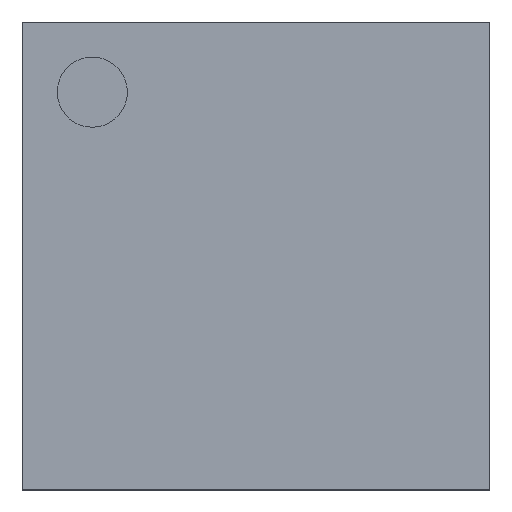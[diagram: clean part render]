
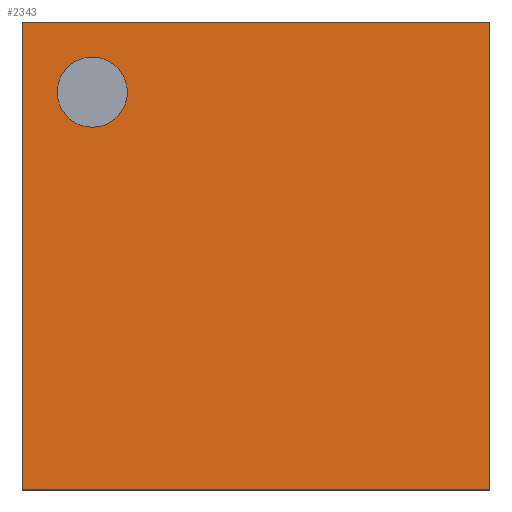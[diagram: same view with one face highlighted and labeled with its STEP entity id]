
A CAD part, top view. The second image highlights one B-rep face of the part: STEP entity #2343.
In plain terms, the highlighted planar face has unit normal (0, 0, 1).
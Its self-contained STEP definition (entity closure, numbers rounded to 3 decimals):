
#57 = DIRECTION ( 'NONE',  ( 1., 0., 0. ) ) ;
#144 = DIRECTION ( 'NONE',  ( 1., 0., 0. ) ) ;
#443 = VERTEX_POINT ( 'NONE', #3764 ) ;
#453 = DIRECTION ( 'NONE',  ( 0., 0., 1. ) ) ;
#457 = CARTESIAN_POINT ( 'NONE',  ( 1., 1., 0.8 ) ) ;
#500 = VERTEX_POINT ( 'NONE', #3235 ) ;
#517 = CARTESIAN_POINT ( 'NONE',  ( -0.55, 0.7, 0.8 ) ) ;
#632 = VECTOR ( 'NONE', #2206, 1000. ) ;
#668 = CARTESIAN_POINT ( 'NONE',  ( 0., 0., 0.8 ) ) ;
#703 = VERTEX_POINT ( 'NONE', #517 ) ;
#771 = DIRECTION ( 'NONE',  ( 0., -1., 0. ) ) ;
#1029 = EDGE_LOOP ( 'NONE', ( #1670, #2494 ) ) ;
#1083 = ORIENTED_EDGE ( 'NONE', *, *, #3419, .F. ) ;
#1212 = CARTESIAN_POINT ( 'NONE',  ( -1., 1., 0.8 ) ) ;
#1254 = EDGE_CURVE ( 'NONE', #1545, #703, #3082, .T. ) ;
#1260 = DIRECTION ( 'NONE',  ( 0., 0., -1. ) ) ;
#1286 = DIRECTION ( 'NONE',  ( 0., 1., 0. ) ) ;
#1324 = CARTESIAN_POINT ( 'NONE',  ( 1., -1., 0.8 ) ) ;
#1360 = VERTEX_POINT ( 'NONE', #1594 ) ;
#1447 = CARTESIAN_POINT ( 'NONE',  ( -0.85, 0.7, 0.8 ) ) ;
#1525 = VECTOR ( 'NONE', #1286, 1000. ) ;
#1545 = VERTEX_POINT ( 'NONE', #1447 ) ;
#1571 = PLANE ( 'NONE',  #3811 ) ;
#1594 = CARTESIAN_POINT ( 'NONE',  ( -1., -1., 0.8 ) ) ;
#1617 = LINE ( 'NONE', #1212, #2114 ) ;
#1650 = EDGE_CURVE ( 'NONE', #703, #1545, #3246, .T. ) ;
#1670 = ORIENTED_EDGE ( 'NONE', *, *, #1650, .F. ) ;
#1696 = AXIS2_PLACEMENT_3D ( 'NONE', #2995, #3008, #57 ) ;
#1710 = FACE_OUTER_BOUND ( 'NONE', #2408, .T. ) ;
#1768 = AXIS2_PLACEMENT_3D ( 'NONE', #3409, #453, #144 ) ;
#1792 = DIRECTION ( 'NONE',  ( 1., 0., 0. ) ) ;
#1804 = LINE ( 'NONE', #457, #3596 ) ;
#1980 = FACE_BOUND ( 'NONE', #1029, .T. ) ;
#2001 = ORIENTED_EDGE ( 'NONE', *, *, #2521, .F. ) ;
#2114 = VECTOR ( 'NONE', #1792, 1000. ) ;
#2178 = ORIENTED_EDGE ( 'NONE', *, *, #2522, .F. ) ;
#2206 = DIRECTION ( 'NONE',  ( -1., 0., 0. ) ) ;
#2335 = EDGE_CURVE ( 'NONE', #1360, #3594, #3253, .T. ) ;
#2343 = ADVANCED_FACE ( 'NONE', ( #1980, #1710 ), #1571, .F. ) ;
#2408 = EDGE_LOOP ( 'NONE', ( #1083, #2613, #2001, #2178 ) ) ;
#2494 = ORIENTED_EDGE ( 'NONE', *, *, #1254, .F. ) ;
#2521 = EDGE_CURVE ( 'NONE', #500, #1360, #3550, .T. ) ;
#2522 = EDGE_CURVE ( 'NONE', #443, #500, #1804, .T. ) ;
#2571 = CARTESIAN_POINT ( 'NONE',  ( -1., 1., 0.8 ) ) ;
#2613 = ORIENTED_EDGE ( 'NONE', *, *, #2335, .F. ) ;
#2995 = CARTESIAN_POINT ( 'NONE',  ( -0.7, 0.7, 0.8 ) ) ;
#3008 = DIRECTION ( 'NONE',  ( 0., 0., 1. ) ) ;
#3082 = CIRCLE ( 'NONE', #1768, 0.15 ) ;
#3235 = CARTESIAN_POINT ( 'NONE',  ( 1., -1., 0.8 ) ) ;
#3246 = CIRCLE ( 'NONE', #1696, 0.15 ) ;
#3253 = LINE ( 'NONE', #3384, #1525 ) ;
#3384 = CARTESIAN_POINT ( 'NONE',  ( -1., -1., 0.8 ) ) ;
#3409 = CARTESIAN_POINT ( 'NONE',  ( -0.7, 0.7, 0.8 ) ) ;
#3419 = EDGE_CURVE ( 'NONE', #3594, #443, #1617, .T. ) ;
#3550 = LINE ( 'NONE', #1324, #632 ) ;
#3594 = VERTEX_POINT ( 'NONE', #2571 ) ;
#3596 = VECTOR ( 'NONE', #771, 1000. ) ;
#3651 = DIRECTION ( 'NONE',  ( -1., 0., 0. ) ) ;
#3764 = CARTESIAN_POINT ( 'NONE',  ( 1., 1., 0.8 ) ) ;
#3811 = AXIS2_PLACEMENT_3D ( 'NONE', #668, #1260, #3651 ) ;
